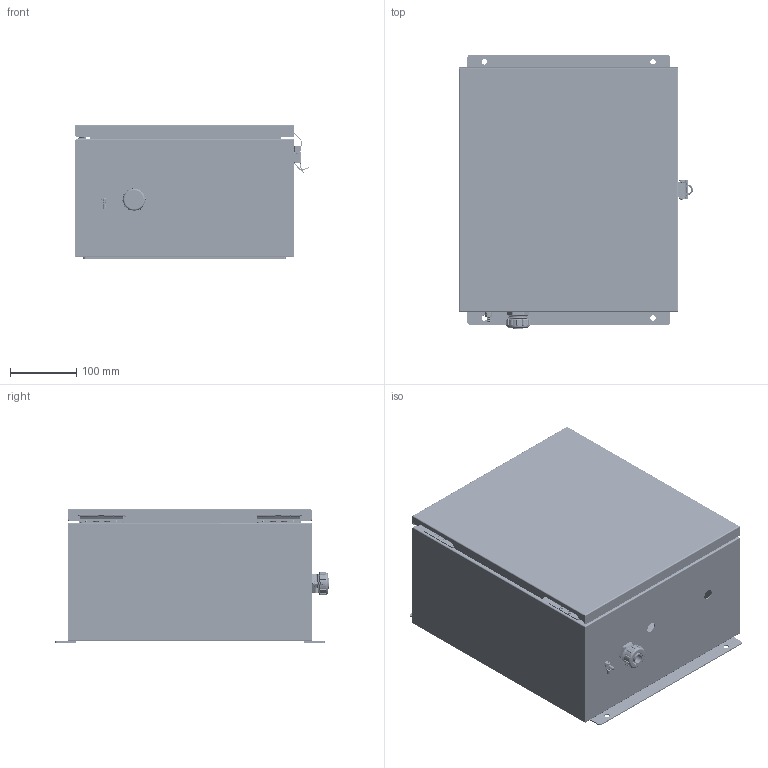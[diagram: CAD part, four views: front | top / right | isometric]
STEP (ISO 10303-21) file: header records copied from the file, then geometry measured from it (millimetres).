
FILE_DESCRIPTION (( 'STEP AP214' ), '1' );
FILE_NAME ('NBSS141207-000DR.step', '2020-03-18T18:55:53', ( '' ), ( '' ), 'SwSTEP 2.0', 'SolidWorks 2018', '' );
FILE_SCHEMA (( 'AUTOMOTIVE_DESIGN' ));
Length unit declared in the file: inch
Products named in the file (32): NBSS141207_box assy; XFW-0002; XFS-0020_91735A827; XCT-0005; XCT-0011; XCA-TERM-0007-UL_Used On NB141207-1HF; NBSS_integra_box hinge; NBSS_integra_lid hinge; 10-32 stud^NBSS141207_box assy; NBSS_integra_csink wshr; 91115A288_18-8 SS FF THD HEX STDF_91115A288; NBSS_integra_L-com mtg flange; XFS-0026; NBSS141207; NBSS_integra_gnd stud; NBSS_integra_latch; NBSS_integra_box brkt; 9912562-82-10_1; XNBSS141207-01; NBSS_integra_fhscr_91771A830_10-32 x .62lg; XC-0003_.06 panel; NBSS141207-000DR; NBSS141207_lid assy; NBSS141207_box; RIVET_SHORT_12DIA_1; XCT-0010; XFN-0003; XF1005-01; RIVET_LONG_12DIA_1; NBSS141207_lid; NEMA Ground Wire-MA1; NBSS_integra_hinge pin
Assembly tree (56 placements, depth 6):
  NBSS141207-000DR
    XNBSS141207-01
      NBSS141207
        NBSS141207_box assy
          NBSS141207_box
          NBSS_integra_box hinge  x2
          NBSS_integra_fhscr_91771A830_10-32 x .62lg  x4
          NBSS_integra_box brkt  x2
          NBSS_integra_csink wshr  x4
          NBSS_integra_hinge pin  x2
          NBSS_integra_latch
            9912562-82-10_1
            RIVET_LONG_12DIA_1
            RIVET_SHORT_12DIA_1  x2
          NBSS_integra_gnd stud
          10-32 stud^NBSS141207_box assy
          91115A288_18-8 SS FF THD HEX STDF_91115A288  x4
          NBSS_integra_L-com mtg flange  x2
        NBSS141207_lid assy
          NBSS141207_lid
          NBSS_integra_lid hinge  x2
          NBSS_integra_gnd stud
    XC-0003_.06 panel
    XF1005-01  x2
    XFW-0002  x5
    XFS-0020_91735A827  x4
    XCA-TERM-0007-UL_Used On NB141207-1HF
      NEMA Ground Wire-MA1
      XCT-0010
      XCT-0011
    XFS-0026
    XCT-0005
    XFN-0003  x2
Bounding box: 352.42 x 412.75 x 200.69 mm (x, y, z)
Volume: 1008307.9 mm3; surface area: 1274252.3 mm2
Topology: 54 solids, 56 shells, 3291 faces, 8466 edges, 5307 vertices
Faces by surface type: cylinder 1252, plane 933, cone 849, torus 158, bspline 91, sphere 8
Entity records: 78349 total; most frequent: CARTESIAN_POINT 21877, DIRECTION 9542, ORIENTED_EDGE 9334, EDGE_CURVE 4667, AXIS2_PLACEMENT_3D 3644, VERTEX_POINT 2889, LINE 2254, VECTOR 2254
